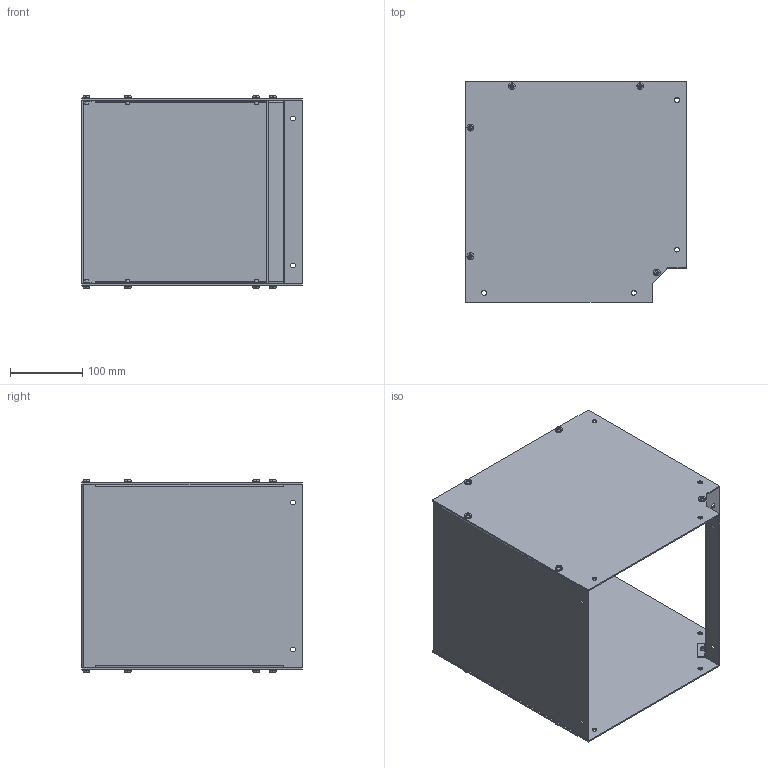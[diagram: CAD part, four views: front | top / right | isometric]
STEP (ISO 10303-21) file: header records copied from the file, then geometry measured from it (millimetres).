
FILE_DESCRIPTION (( 'STEP AP203' ), '1' );
FILE_NAME ('CWEL1090.step', '2024-04-25T14:55:15', ( '' ), ( '' ), 'SwSTEP 2.0', 'SolidWorks 2023', '' );
FILE_SCHEMA (( 'CONFIG_CONTROL_DESIGN' ));
Length unit declared in the file: inch
Products named in the file (1): CWEL1090
Bounding box: 304.81 x 304.81 x 266.55 mm (x, y, z)
Volume: 675357.9 mm3; surface area: 748648.1 mm2
Topology: 14 solids, 14 shells, 456 faces, 1162 edges, 744 vertices
Faces by surface type: plane 266, cylinder 130, bspline 40, cone 20
Entity records: 15828 total; most frequent: CARTESIAN_POINT 4866, ORIENTED_EDGE 2324, DIRECTION 2155, EDGE_CURVE 1162, AXIS2_PLACEMENT_3D 757, VERTEX_POINT 744, LINE 641, VECTOR 641
